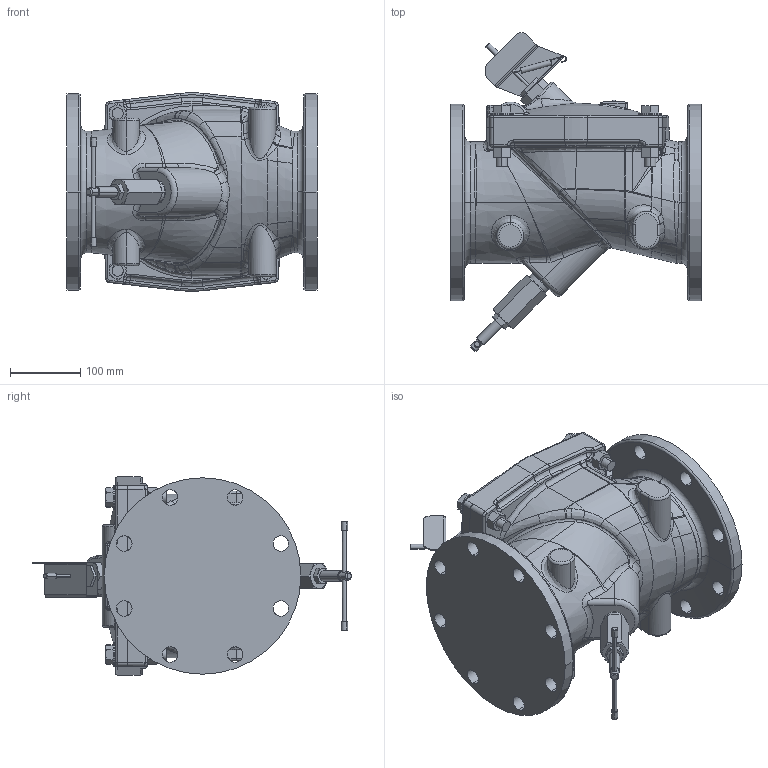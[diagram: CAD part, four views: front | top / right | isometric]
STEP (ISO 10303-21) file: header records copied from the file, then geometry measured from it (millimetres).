
FILE_DESCRIPTION((''),'2;1');
FILE_NAME('506ABFMI_SW0001','2020-07-27T11:20:50',('tomb'),(''),'CREO PARAMETRIC BY PTC INC, 2020053','CREO PARAMETRIC BY PTC INC, 2020053','');
FILE_SCHEMA(('CONFIG_CONTROL_DESIGN'));
Products named in the file (1): 506ABFMI_SW0001
Bounding box: 355.6 x 453.02 x 282.37 mm (x, y, z)
Volume: 14922447.4 mm3; surface area: 620492.5 mm2
Topology: 2 solids, 2 shells, 967 faces, 2319 edges, 1379 vertices
Faces by surface type: bspline 320, cylinder 234, plane 208, cone 102, torus 77, sphere 22, revolution 4
Entity records: 60018 total; most frequent: CARTESIAN_POINT 40033, ORIENTED_EDGE 4628, DIRECTION 3509, EDGE_CURVE 2314, AXIS2_PLACEMENT_3D 1483, VERTEX_POINT 1379, EDGE_LOOP 1049, FACE_OUTER_BOUND 967
